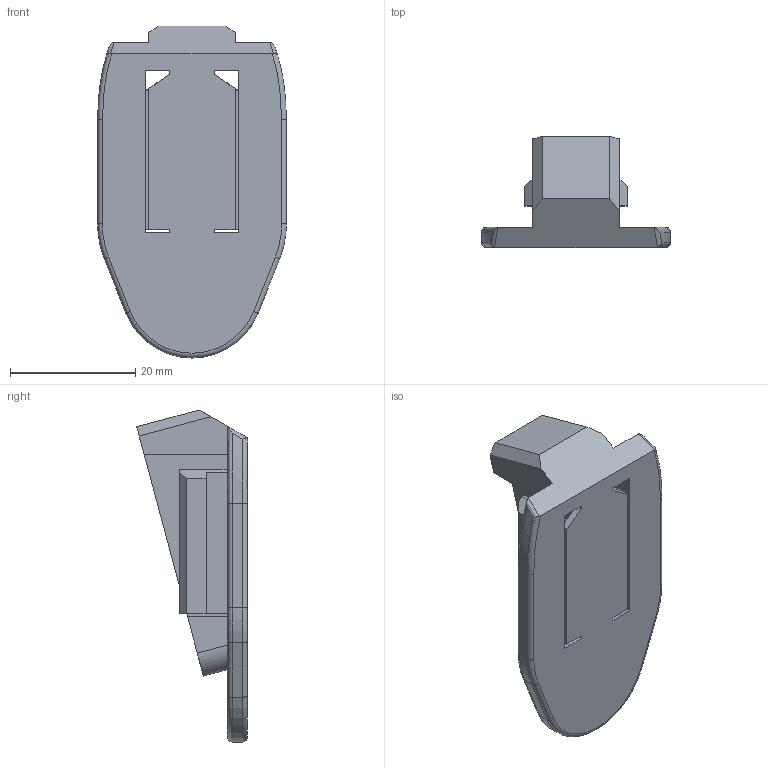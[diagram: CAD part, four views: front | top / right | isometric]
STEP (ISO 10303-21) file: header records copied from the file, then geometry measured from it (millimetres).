
FILE_DESCRIPTION(/* description */ (''),/* implementation_level */ '2;1');
FILE_NAME(/* name */ 'BASE[2.0].step',/* time_stamp */ '2021-10-27T15:22:17-06:00',/* author */ (''),/* organization */ (''),/* preprocessor_version */ 'ST-DEVELOPER v18.1',/* originating_system */ 'Autodesk Translation Framework v10.9.0.1377',/* authorisation */ '');
FILE_SCHEMA (('AUTOMOTIVE_DESIGN { 1 0 10303 214 3 1 1 }'));
Length unit declared in the file: inch
Products named in the file (1): FusionComponent
Bounding box: 30.2 x 17.7 x 53.09 mm (x, y, z)
Volume: 8124.8 mm3; surface area: 5543.7 mm2
Topology: 1 solids, 1 shells, 73 faces, 203 edges, 130 vertices
Faces by surface type: plane 46, cylinder 13, bspline 8, torus 6
Entity records: 2494 total; most frequent: CARTESIAN_POINT 623, ORIENTED_EDGE 406, DIRECTION 347, EDGE_CURVE 203, LINE 151, VECTOR 151, VERTEX_POINT 130, AXIS2_PLACEMENT_3D 98
